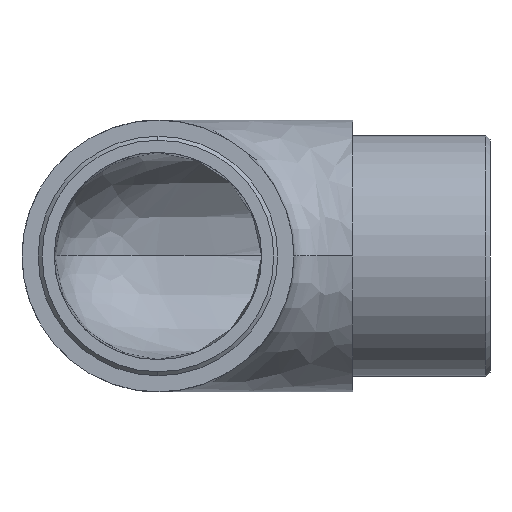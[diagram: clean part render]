
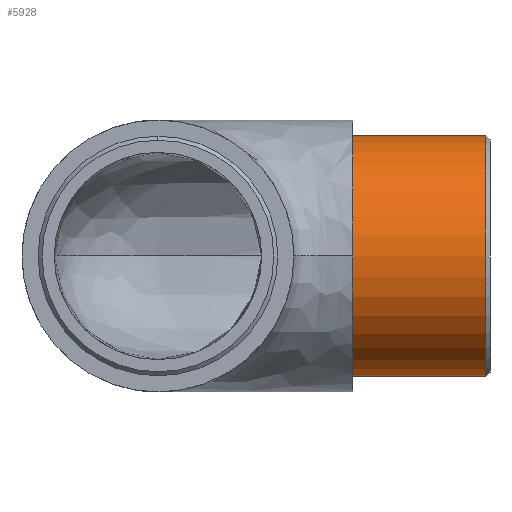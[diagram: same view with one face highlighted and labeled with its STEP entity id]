
A CAD part, left-side view. The second image highlights one B-rep face of the part: STEP entity #5928.
In plain terms, the highlighted cylindrical face has radius 14.951 mm (diameter 29.903 mm), a partial arc.
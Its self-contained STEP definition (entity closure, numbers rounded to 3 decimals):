
#3 = VECTOR ( 'NONE', #1525, 1000. ) ;
#376 = DIRECTION ( 'NONE',  ( 0., 0., 1. ) ) ;
#574 = CARTESIAN_POINT ( 'NONE',  ( -16.85, 0., 14.951 ) ) ;
#614 = EDGE_CURVE ( 'NONE', #1922, #2479, #5272, .T. ) ;
#749 = CARTESIAN_POINT ( 'NONE',  ( -16.85, 0., 0. ) ) ;
#823 = DIRECTION ( 'NONE',  ( 0., 1., 0. ) ) ;
#1164 = CARTESIAN_POINT ( 'NONE',  ( -16.85, 0., -14.951 ) ) ;
#1340 = VERTEX_POINT ( 'NONE', #1369 ) ;
#1369 = CARTESIAN_POINT ( 'NONE',  ( -16.85, -16.5, 14.951 ) ) ;
#1449 = ORIENTED_EDGE ( 'NONE', *, *, #1595, .T. ) ;
#1525 = DIRECTION ( 'NONE',  ( 0., 1., 0. ) ) ;
#1595 = EDGE_CURVE ( 'NONE', #6505, #1340, #6161, .T. ) ;
#1922 = VERTEX_POINT ( 'NONE', #574 ) ;
#2358 = DIRECTION ( 'NONE',  ( 0., 1., 0. ) ) ;
#2479 = VERTEX_POINT ( 'NONE', #1164 ) ;
#2631 = CARTESIAN_POINT ( 'NONE',  ( -16.85, -16.5, -14.951 ) ) ;
#2673 = AXIS2_PLACEMENT_3D ( 'NONE', #4704, #3525, #376 ) ;
#2741 = AXIS2_PLACEMENT_3D ( 'NONE', #749, #4994, #3047 ) ;
#3047 = DIRECTION ( 'NONE',  ( 0., 0., 1. ) ) ;
#3136 = ORIENTED_EDGE ( 'NONE', *, *, #5392, .T. ) ;
#3525 = DIRECTION ( 'NONE',  ( 0., 1., 0. ) ) ;
#3623 = LINE ( 'NONE', #7175, #4800 ) ;
#3772 = EDGE_LOOP ( 'NONE', ( #7692, #1449, #3136, #4176 ) ) ;
#4176 = ORIENTED_EDGE ( 'NONE', *, *, #614, .T. ) ;
#4662 = FACE_OUTER_BOUND ( 'NONE', #3772, .T. ) ;
#4683 = CARTESIAN_POINT ( 'NONE',  ( -16.85, -17., -14.951 ) ) ;
#4704 = CARTESIAN_POINT ( 'NONE',  ( -16.85, -17., 0. ) ) ;
#4766 = AXIS2_PLACEMENT_3D ( 'NONE', #5103, #823, #7515 ) ;
#4800 = VECTOR ( 'NONE', #2358, 1000. ) ;
#4994 = DIRECTION ( 'NONE',  ( 0., -1., 0. ) ) ;
#5103 = CARTESIAN_POINT ( 'NONE',  ( -16.85, -16.5, 0. ) ) ;
#5272 = CIRCLE ( 'NONE', #2741, 14.951 ) ;
#5392 = EDGE_CURVE ( 'NONE', #1340, #1922, #3623, .T. ) ;
#5749 = LINE ( 'NONE', #4683, #3 ) ;
#5770 = CYLINDRICAL_SURFACE ( 'NONE', #2673, 14.951 ) ;
#5928 = ADVANCED_FACE ( 'NONE', ( #4662 ), #5770, .T. ) ;
#6161 = CIRCLE ( 'NONE', #4766, 14.951 ) ;
#6505 = VERTEX_POINT ( 'NONE', #2631 ) ;
#7175 = CARTESIAN_POINT ( 'NONE',  ( -16.85, -17., 14.951 ) ) ;
#7515 = DIRECTION ( 'NONE',  ( 0., 0., -1. ) ) ;
#7604 = EDGE_CURVE ( 'NONE', #6505, #2479, #5749, .T. ) ;
#7692 = ORIENTED_EDGE ( 'NONE', *, *, #7604, .F. ) ;
